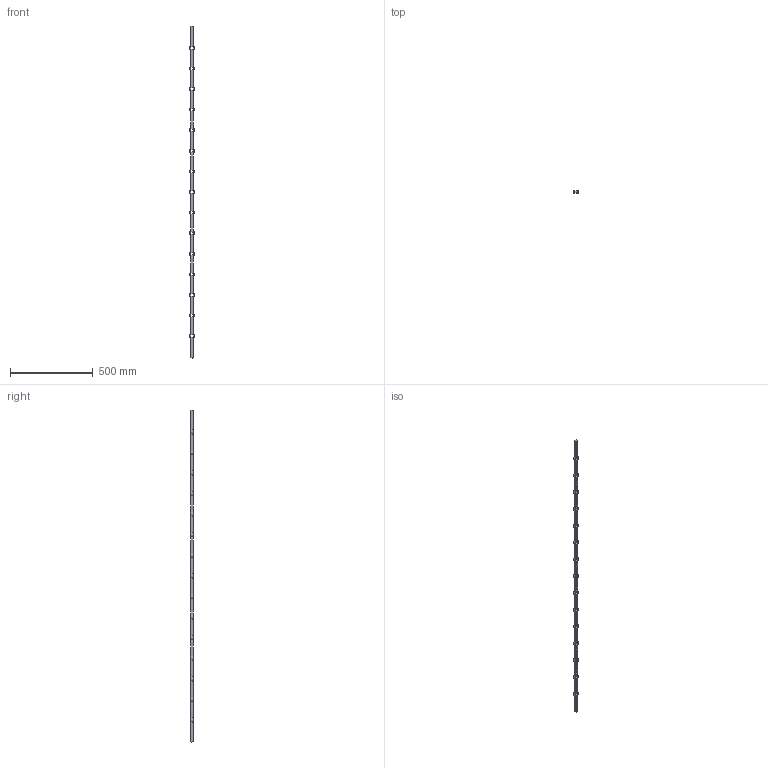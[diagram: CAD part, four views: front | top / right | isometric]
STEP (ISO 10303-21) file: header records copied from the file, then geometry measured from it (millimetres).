
FILE_DESCRIPTION (( 'STEP AP203' ), '1' );
FILE_NAME ('42-A-5.step', '2022-05-02T13:04:08', ( '' ), ( '' ), 'SwSTEP 2.0', 'SolidWorks 2018', '' );
FILE_SCHEMA (( 'CONFIG_CONTROL_DESIGN' ));
Length unit declared in the file: millimetre
Products named in the file (1): 42-A-5
Bounding box: 28.9 x 14 x 2000 mm (x, y, z)
Volume: 407726.8 mm3; surface area: 128738.2 mm2
Topology: 1 solids, 1 shells, 348 faces, 978 edges, 652 vertices
Faces by surface type: plane 236, bspline 82, cylinder 30
Entity records: 14751 total; most frequent: CARTESIAN_POINT 6125, ORIENTED_EDGE 1956, DIRECTION 1408, EDGE_CURVE 978, VECTOR 754, LINE 754, VERTEX_POINT 652, EDGE_LOOP 398
